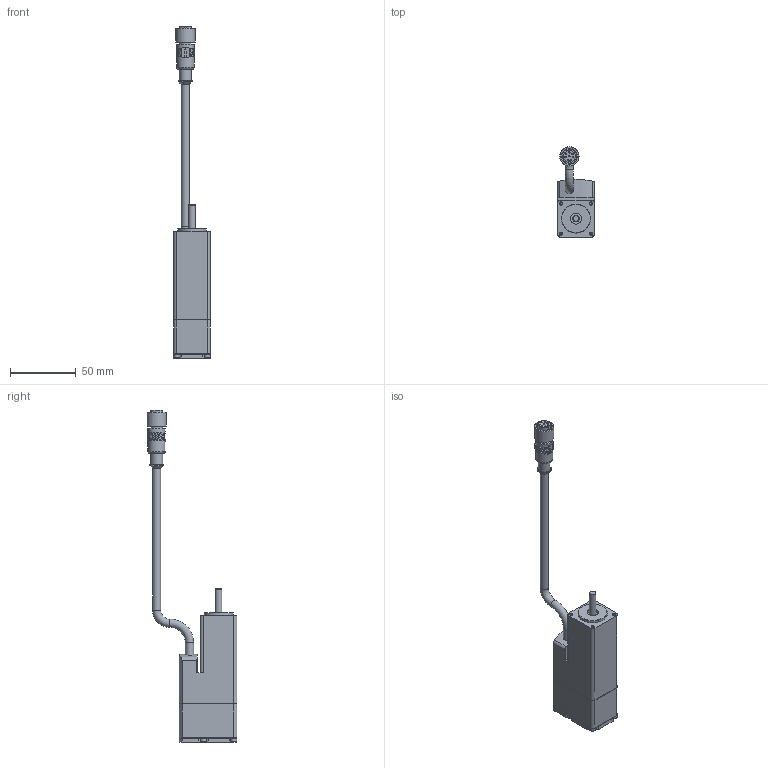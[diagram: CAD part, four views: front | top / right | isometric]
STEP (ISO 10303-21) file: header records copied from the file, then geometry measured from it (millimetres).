
FILE_DESCRIPTION(/* description */ ('STEP AP214'),/* implementation_level */ '2;1');
FILE_NAME(/* name */ '1451383_EMMS-ST-28-L-SB',/* time_stamp */ '2024-08-28T00:20:53+02:00',/* author */ ('License CC BY-ND 4.0'),/* organization */ ('CADENAS'),/* preprocessor_version */ 'ST-DEVELOPER v19.3',/* originating_system */ 'PARTsolutions',/* authorisation */ ' ');
FILE_SCHEMA (('AUTOMOTIVE_DESIGN {1 0 10303 214 3 1 1}'));
Length unit declared in the file: millimetre
Products named in the file (1): 1451383 EMMS-ST-28-L-SB
Bounding box: 28 x 68.3 x 252 mm (x, y, z)
Volume: 113010.7 mm3; surface area: 22035.7 mm2
Topology: 1 solids, 1 shells, 217 faces, 534 edges, 345 vertices
Faces by surface type: plane 106, cylinder 79, cone 18, torus 14
Full cylindrical faces by diameter (mm): 1 x8, 2.013 x4, 4.5 x4, 5 x1, 6.2 x2, 8.5 x1, 9.2 x2, 10.7 x1, 10.917 x1, 13.2 x2, 14.6 x1, 22 x1
Entity records: 6086 total; most frequent: CARTESIAN_POINT 1199, DIRECTION 1022, ORIENTED_EDGE 922, EDGE_CURVE 461, AXIS2_PLACEMENT_3D 401, VERTEX_POINT 330, FACE_BOUND 301, EDGE_LOOP 297
